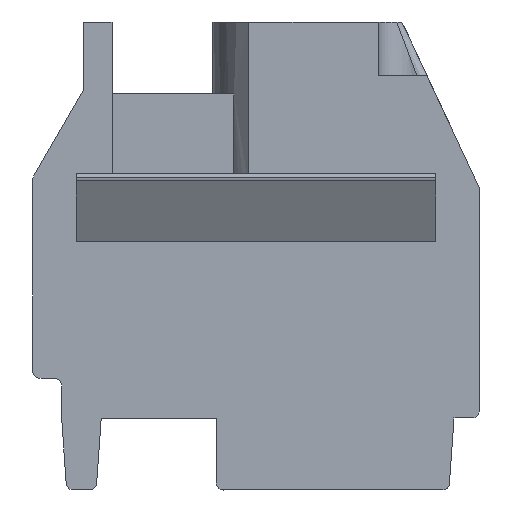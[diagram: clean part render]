
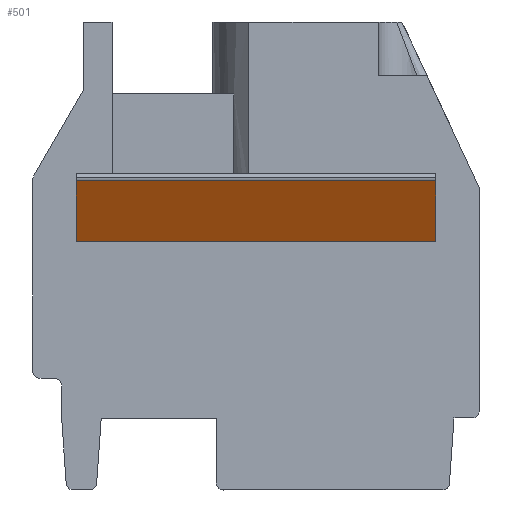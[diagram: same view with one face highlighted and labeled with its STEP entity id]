
A CAD part, left-side view. The second image highlights one B-rep face of the part: STEP entity #501.
In plain terms, the highlighted planar face has unit normal (-0.866, 0, -0.5).
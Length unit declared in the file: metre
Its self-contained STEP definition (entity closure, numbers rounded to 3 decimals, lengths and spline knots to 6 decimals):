
#501 = ADVANCED_FACE( '', ( #1539 ), #1540, .T. );
#1539 = FACE_OUTER_BOUND( '', #4859, .T. );
#1540 = PLANE( '', #4860 );
#4859 = EDGE_LOOP( '', ( #8897, #8898, #8899, #8900 ) );
#4860 = AXIS2_PLACEMENT_3D( '', #8901, #8902, #8903 );
#8897 = ORIENTED_EDGE( '', *, *, #10663, .F. );
#8898 = ORIENTED_EDGE( '', *, *, #10662, .F. );
#8899 = ORIENTED_EDGE( '', *, *, #10664, .T. );
#8900 = ORIENTED_EDGE( '', *, *, #9832, .T. );
#8901 = CARTESIAN_POINT( '', ( -0.003474, -0.0012, 0.008588 ) );
#8902 = DIRECTION( '', ( -0.866, 0., -0.5 ) );
#8903 = DIRECTION( '', ( -0.5, 0., 0.866 ) );
#9832 = EDGE_CURVE( '', #11519, #11566, #11568, .T. );
#10662 = EDGE_CURVE( '', #12902, #12900, #12904, .T. );
#10663 = EDGE_CURVE( '', #12900, #11566, #12905, .T. );
#10664 = EDGE_CURVE( '', #12902, #11519, #12906, .T. );
#11519 = VERTEX_POINT( '', #15645 );
#11566 = VERTEX_POINT( '', #15711 );
#11568 = LINE( '', #15714, #15715 );
#12900 = VERTEX_POINT( '', #19143 );
#12902 = VERTEX_POINT( '', #19145 );
#12904 = LINE( '', #19147, #19148 );
#12905 = LINE( '', #19149, #19150 );
#12906 = LINE( '', #19151, #19152 );
#15645 = CARTESIAN_POINT( '', ( -0.0025, -0.0012, 0.006901 ) );
#15711 = CARTESIAN_POINT( '', ( -0.0025, -0.0112, 0.006901 ) );
#15714 = CARTESIAN_POINT( '', ( -0.0025, -0.0012, 0.006901 ) );
#15715 = VECTOR( '', #20078, 1. );
#19143 = CARTESIAN_POINT( '', ( -0.003474, -0.0112, 0.008588 ) );
#19145 = CARTESIAN_POINT( '', ( -0.003474, -0.0012, 0.008588 ) );
#19147 = CARTESIAN_POINT( '', ( -0.003474, -0.0012, 0.008588 ) );
#19148 = VECTOR( '', #21230, 1. );
#19149 = CARTESIAN_POINT( '', ( -0.003474, -0.0112, 0.008588 ) );
#19150 = VECTOR( '', #21231, 1. );
#19151 = CARTESIAN_POINT( '', ( -0.003474, -0.0012, 0.008588 ) );
#19152 = VECTOR( '', #21232, 1. );
#20078 = DIRECTION( '', ( 0., -1., 0. ) );
#21230 = DIRECTION( '', ( 0., -1., 0. ) );
#21231 = DIRECTION( '', ( 0.5, 0., -0.866 ) );
#21232 = DIRECTION( '', ( 0.5, 0., -0.866 ) );
